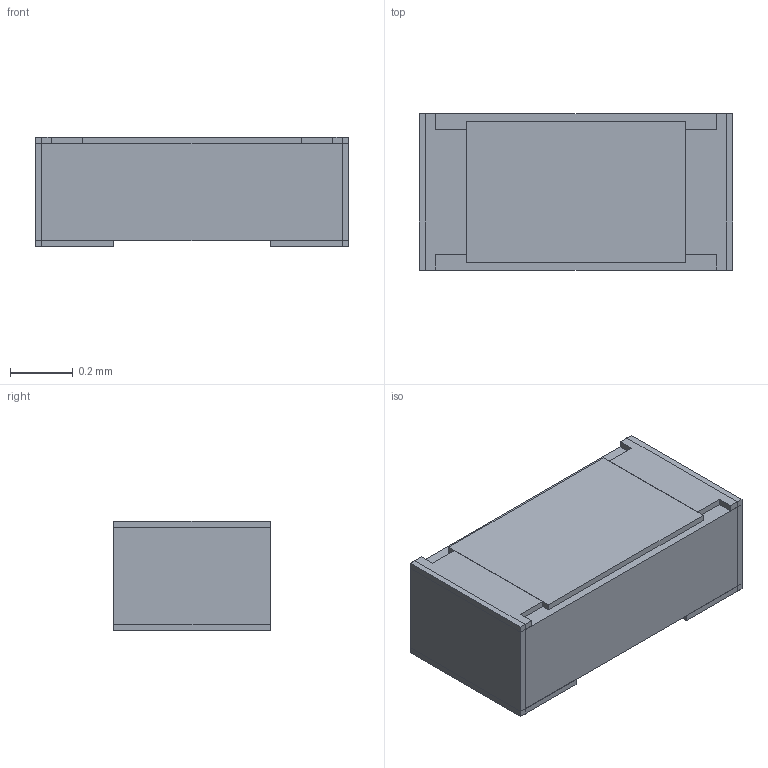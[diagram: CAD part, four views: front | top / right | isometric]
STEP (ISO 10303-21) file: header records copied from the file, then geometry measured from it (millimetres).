
FILE_DESCRIPTION(('FreeCAD Model'),'2;1');
FILE_NAME('986388.4.3.stp','2021-04-29T10:43:54',( 'Author'),(''),'Open CASCADE STEP processor 6.9','FreeCAD','Unknown' );
FILE_SCHEMA(('AUTOMOTIVE_DESIGN { 1 0 10303 214 1 1 1 1 }'));
Length unit declared in the file: millimetre
Products named in the file (6): ASSEMBLY; solidBody; solidTop; solidTerminal1; solidTerminal2; solidTerminal3
Assembly tree (5 placements, depth 2):
  ASSEMBLY
    solidBody
    solidTop
    solidTerminal1
    solidTerminal2
    solidTerminal3
Bounding box: 1 x 0.5 x 0.35 mm (x, y, z)
Volume: 0.2 mm3; surface area: 4.2 mm2
Topology: 8 solids, 8 shells, 56 faces, 120 edges, 80 vertices
Faces by surface type: plane 56
Entity records: 3210 total; most frequent: CARTESIAN_POINT 502, DIRECTION 484, LINE 360, VECTOR 360, ORIENTED_EDGE 240, PCURVE 240, DEFINITIONAL_REPRESENTATION 240, EDGE_CURVE 120
